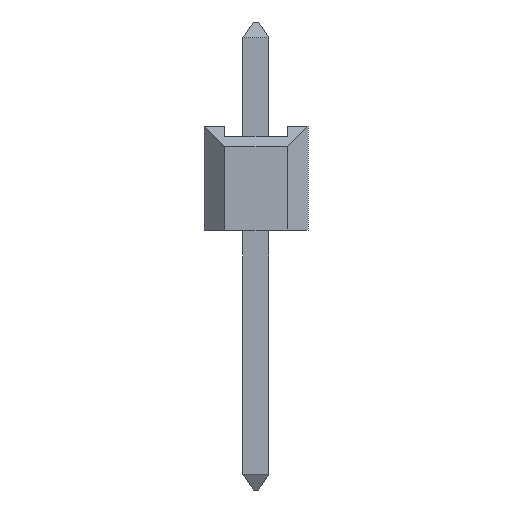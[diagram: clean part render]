
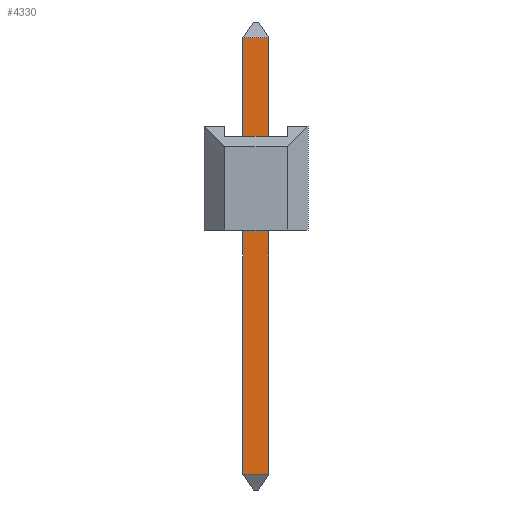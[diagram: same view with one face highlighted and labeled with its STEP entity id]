
A CAD part, front view. The second image highlights one B-rep face of the part: STEP entity #4330.
In plain terms, the highlighted planar face has unit normal (0, -1, 0).
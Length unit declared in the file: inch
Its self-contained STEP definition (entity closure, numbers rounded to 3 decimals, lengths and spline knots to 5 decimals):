
#4330=ADVANCED_FACE('',(#5324),#4840,.T.);
#4840=PLANE('',#12941);
#5324=FACE_OUTER_BOUND('',#5856,.T.);
#5856=EDGE_LOOP('',(#7923,#7924,#7925,#7926));
#7923=ORIENTED_EDGE('',*,*,#9987,.T.);
#7924=ORIENTED_EDGE('',*,*,#9995,.T.);
#7925=ORIENTED_EDGE('',*,*,#9992,.F.);
#7926=ORIENTED_EDGE('',*,*,#9996,.T.);
#8889=VERTEX_POINT('',#17239);
#8890=VERTEX_POINT('',#17241);
#8893=VERTEX_POINT('',#17251);
#8894=VERTEX_POINT('',#17252);
#9987=EDGE_CURVE('',#8890,#8889,#11157,.T.);
#9992=EDGE_CURVE('',#8893,#8894,#11162,.T.);
#9995=EDGE_CURVE('',#8889,#8894,#11165,.T.);
#9996=EDGE_CURVE('',#8893,#8890,#11166,.T.);
#11157=LINE('',#17240,#12327);
#11162=LINE('',#17250,#12332);
#11165=LINE('',#17256,#12335);
#11166=LINE('',#17257,#12336);
#12327=VECTOR('',#14866,1.);
#12332=VECTOR('',#14875,1.);
#12335=VECTOR('',#14880,1.);
#12336=VECTOR('',#14881,1.);
#12941=AXIS2_PLACEMENT_3D('',#17258,#14882,#14883);
#14866=DIRECTION('',(0.,0.,-1.));
#14875=DIRECTION('',(0.,0.,-1.));
#14880=DIRECTION('',(1.,0.,0.));
#14881=DIRECTION('',(-1.,0.,0.));
#14882=DIRECTION('',(0.,-1.,0.));
#14883=DIRECTION('',(0.,0.,-1.));
#17239=CARTESIAN_POINT('',(-0.0125,-0.0125,-0.235));
#17240=CARTESIAN_POINT('',(-0.0125,-0.0125,0.2));
#17241=CARTESIAN_POINT('',(-0.0125,-0.0125,0.185));
#17250=CARTESIAN_POINT('',(0.0125,-0.0125,0.2));
#17251=CARTESIAN_POINT('',(0.0125,-0.0125,0.185));
#17252=CARTESIAN_POINT('',(0.0125,-0.0125,-0.235));
#17256=CARTESIAN_POINT('',(0.0125,-0.0125,-0.235));
#17257=CARTESIAN_POINT('',(-0.0125,-0.0125,0.185));
#17258=CARTESIAN_POINT('',(0.0125,-0.0125,0.2));
